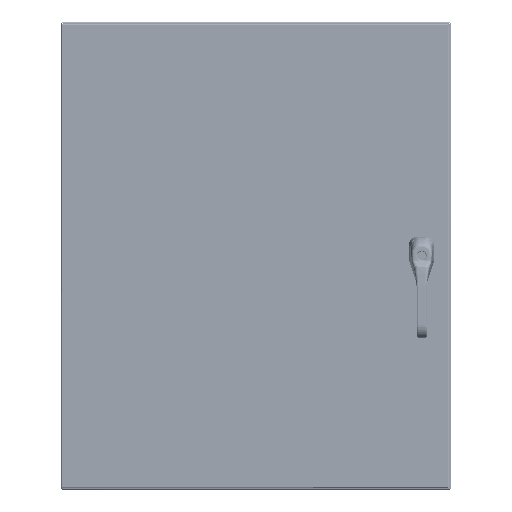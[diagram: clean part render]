
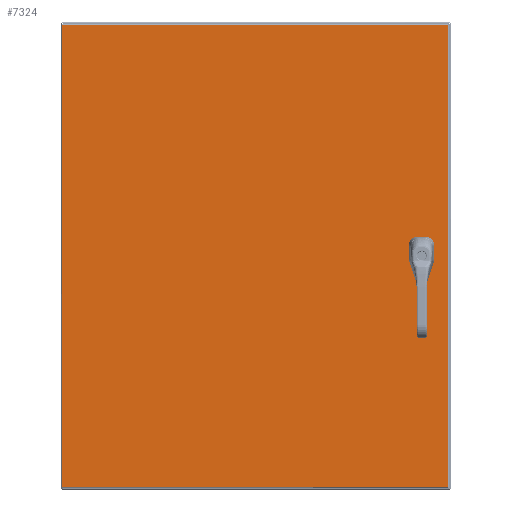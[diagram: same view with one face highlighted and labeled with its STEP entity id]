
A CAD part, top view. The second image highlights one B-rep face of the part: STEP entity #7324.
In plain terms, the highlighted face is planar.
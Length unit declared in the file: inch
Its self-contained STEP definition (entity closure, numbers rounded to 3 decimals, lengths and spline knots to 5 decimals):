
#5515=CARTESIAN_POINT('',(2.33762,18.275,0.0));
#5516=VERTEX_POINT('',#5515);
#5523=CARTESIAN_POINT('',(2.525,18.08762,0.0));
#5524=VERTEX_POINT('',#5523);
#5525=CARTESIAN_POINT('',(2.125,17.875,0.0));
#5526=DIRECTION('',(0.0,0.0,1.0));
#5527=DIRECTION('',(-0.469,-0.883,0.0));
#5528=AXIS2_PLACEMENT_3D('',#5525,#5526,#5527);
#5529=CIRCLE('',#5528,0.453);
#5530=EDGE_CURVE('',#5524,#5516,#5529,.T.);
#5555=CARTESIAN_POINT('',(2.525,17.66238,0.0));
#5556=VERTEX_POINT('',#5555);
#5557=CARTESIAN_POINT('',(2.525,17.66238,0.0));
#5558=DIRECTION('',(0.0,1.0,0.0));
#5559=VECTOR('',#5558,0.42525);
#5560=LINE('',#5557,#5559);
#5561=EDGE_CURVE('',#5556,#5524,#5560,.T.);
#5587=CARTESIAN_POINT('',(2.33762,17.475,0.0));
#5588=VERTEX_POINT('',#5587);
#5589=CARTESIAN_POINT('',(2.125,17.875,0.0));
#5590=DIRECTION('',(0.0,0.0,1.0));
#5591=DIRECTION('',(-0.883,0.469,0.0));
#5592=AXIS2_PLACEMENT_3D('',#5589,#5590,#5591);
#5593=CIRCLE('',#5592,0.453);
#5594=EDGE_CURVE('',#5588,#5556,#5593,.T.);
#5619=CARTESIAN_POINT('',(1.91238,17.475,0.0));
#5620=VERTEX_POINT('',#5619);
#5621=CARTESIAN_POINT('',(1.91238,17.475,0.0));
#5622=DIRECTION('',(1.0,0.0,0.0));
#5623=VECTOR('',#5622,0.42525);
#5624=LINE('',#5621,#5623);
#5625=EDGE_CURVE('',#5620,#5588,#5624,.T.);
#5651=CARTESIAN_POINT('',(1.725,17.66238,0.0));
#5652=VERTEX_POINT('',#5651);
#5653=CARTESIAN_POINT('',(2.125,17.875,0.0));
#5654=DIRECTION('',(0.0,0.0,1.0));
#5655=DIRECTION('',(0.469,0.883,0.0));
#5656=AXIS2_PLACEMENT_3D('',#5653,#5654,#5655);
#5657=CIRCLE('',#5656,0.453);
#5658=EDGE_CURVE('',#5652,#5620,#5657,.T.);
#5683=CARTESIAN_POINT('',(1.725,18.08762,0.0));
#5684=VERTEX_POINT('',#5683);
#5685=CARTESIAN_POINT('',(1.725,18.08762,0.0));
#5686=DIRECTION('',(0.0,-1.0,0.0));
#5687=VECTOR('',#5686,0.42525);
#5688=LINE('',#5685,#5687);
#5689=EDGE_CURVE('',#5684,#5652,#5688,.T.);
#5715=CARTESIAN_POINT('',(1.91238,18.275,0.0));
#5716=VERTEX_POINT('',#5715);
#5717=CARTESIAN_POINT('',(2.125,17.875,0.0));
#5718=DIRECTION('',(0.0,0.0,1.0));
#5719=DIRECTION('',(0.883,-0.469,0.0));
#5720=AXIS2_PLACEMENT_3D('',#5717,#5718,#5719);
#5721=CIRCLE('',#5720,0.453);
#5722=EDGE_CURVE('',#5716,#5684,#5721,.T.);
#5745=CARTESIAN_POINT('',(2.33762,18.275,0.0));
#5746=DIRECTION('',(-1.0,0.0,0.0));
#5747=VECTOR('',#5746,0.42525);
#5748=LINE('',#5745,#5747);
#5749=EDGE_CURVE('',#5516,#5716,#5748,.T.);
#6332=CARTESIAN_POINT('',(29.76975,0.10525,0.));
#6333=VERTEX_POINT('',#6332);
#6344=CARTESIAN_POINT('',(29.76975,35.64475,0.));
#6345=VERTEX_POINT('',#6344);
#6346=CARTESIAN_POINT('',(29.76975,35.64475,0.0));
#6347=DIRECTION('',(0.0,-1.0,0.0));
#6348=VECTOR('',#6347,35.5395);
#6349=LINE('',#6346,#6348);
#6350=EDGE_CURVE('',#6345,#6333,#6349,.T.);
#6502=CARTESIAN_POINT('',(0.10525,0.10525,0.));
#6503=VERTEX_POINT('',#6502);
#6514=CARTESIAN_POINT('',(29.76975,0.10525,0.0));
#6515=DIRECTION('',(-1.0,0.0,0.0));
#6516=VECTOR('',#6515,29.6645);
#6517=LINE('',#6514,#6516);
#6518=EDGE_CURVE('',#6333,#6503,#6517,.T.);
#6779=CARTESIAN_POINT('',(0.10525,35.64475,0.));
#6780=VERTEX_POINT('',#6779);
#6791=CARTESIAN_POINT('',(0.10525,0.10525,0.0));
#6792=DIRECTION('',(0.0,1.0,0.0));
#6793=VECTOR('',#6792,35.5395);
#6794=LINE('',#6791,#6793);
#6795=EDGE_CURVE('',#6503,#6780,#6794,.T.);
#7060=CARTESIAN_POINT('',(0.10525,35.64475,0.0));
#7061=DIRECTION('',(1.0,0.0,0.0));
#7062=VECTOR('',#7061,29.6645);
#7063=LINE('',#7060,#7062);
#7064=EDGE_CURVE('',#6780,#6345,#7063,.T.);
#7303=CARTESIAN_POINT('',(14.9375,17.875,0.0));
#7304=DIRECTION('',(0.0,0.0,1.0));
#7305=DIRECTION('',(1.0,0.0,0.0));
#7306=AXIS2_PLACEMENT_3D('',#7303,#7304,#7305);
#7307=PLANE('',#7306);
#7308=ORIENTED_EDGE('',*,*,#6350,.T.);
#7309=ORIENTED_EDGE('',*,*,#6518,.T.);
#7310=ORIENTED_EDGE('',*,*,#6795,.T.);
#7311=ORIENTED_EDGE('',*,*,#7064,.T.);
#7312=EDGE_LOOP('',(#7308,#7309,#7310,#7311));
#7313=FACE_OUTER_BOUND('',#7312,.T.);
#7314=ORIENTED_EDGE('',*,*,#5530,.T.);
#7315=ORIENTED_EDGE('',*,*,#5749,.T.);
#7316=ORIENTED_EDGE('',*,*,#5722,.T.);
#7317=ORIENTED_EDGE('',*,*,#5689,.T.);
#7318=ORIENTED_EDGE('',*,*,#5658,.T.);
#7319=ORIENTED_EDGE('',*,*,#5625,.T.);
#7320=ORIENTED_EDGE('',*,*,#5594,.T.);
#7321=ORIENTED_EDGE('',*,*,#5561,.T.);
#7322=EDGE_LOOP('',(#7314,#7315,#7316,#7317,#7318,#7319,#7320,#7321));
#7323=FACE_BOUND('',#7322,.T.);
#7324=ADVANCED_FACE('',(#7313,#7323),#7307,.F.);
